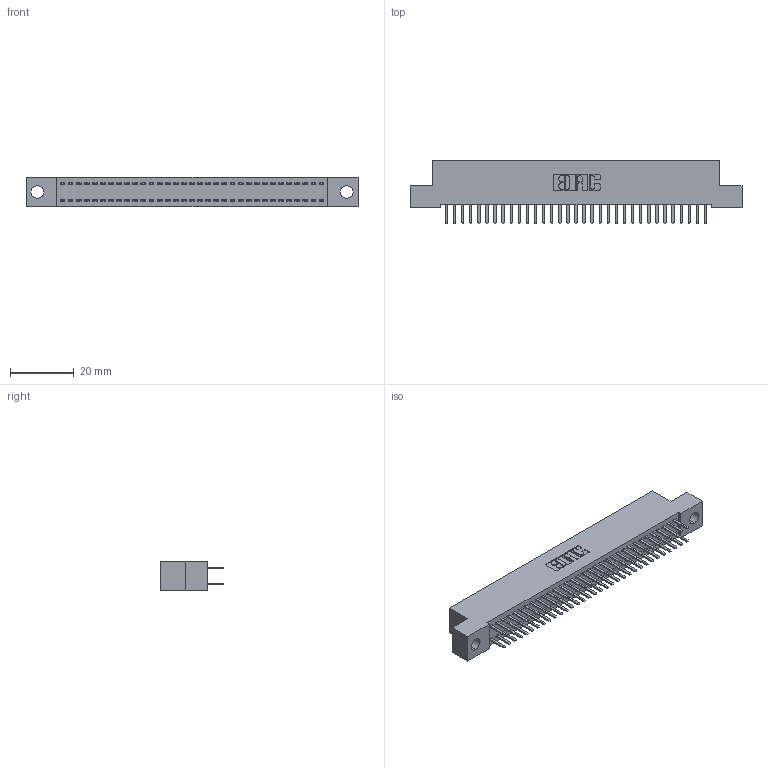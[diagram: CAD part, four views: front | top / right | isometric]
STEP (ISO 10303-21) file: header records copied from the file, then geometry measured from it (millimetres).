
FILE_DESCRIPTION (( 'STEP AP203' ), '1' );
FILE_NAME ('342-066-520-204.STEP', '2018-08-13T07:49:20', ( '' ), ( '' ), 'SwSTEP 2.0', 'SolidWorks 2016', '' );
FILE_SCHEMA (( 'CONFIG_CONTROL_DESIGN' ));
Length unit declared in the file: inch
Products named in the file (3): 342-066-520-204; 342 Part_.156 TH; 345-292-001_345-293-120
Assembly tree (67 placements, depth 2):
  342-066-520-204
    342 Part_.156 TH
    345-292-001_345-293-120  x66
Bounding box: 104.14 x 20.02 x 9.4 mm (x, y, z)
Volume: 9198.3 mm3; surface area: 14506.5 mm2
Topology: 67 solids, 67 shells, 3806 faces, 11057 edges, 7194 vertices
Faces by surface type: plane 2574, cylinder 1232
Entity records: 22379 total; most frequent: CARTESIAN_POINT 3730, ORIENTED_EDGE 3654, DIRECTION 3191, EDGE_CURVE 1827, LINE 1695, VECTOR 1695, VERTEX_POINT 1214, AXIS2_PLACEMENT_3D 748
